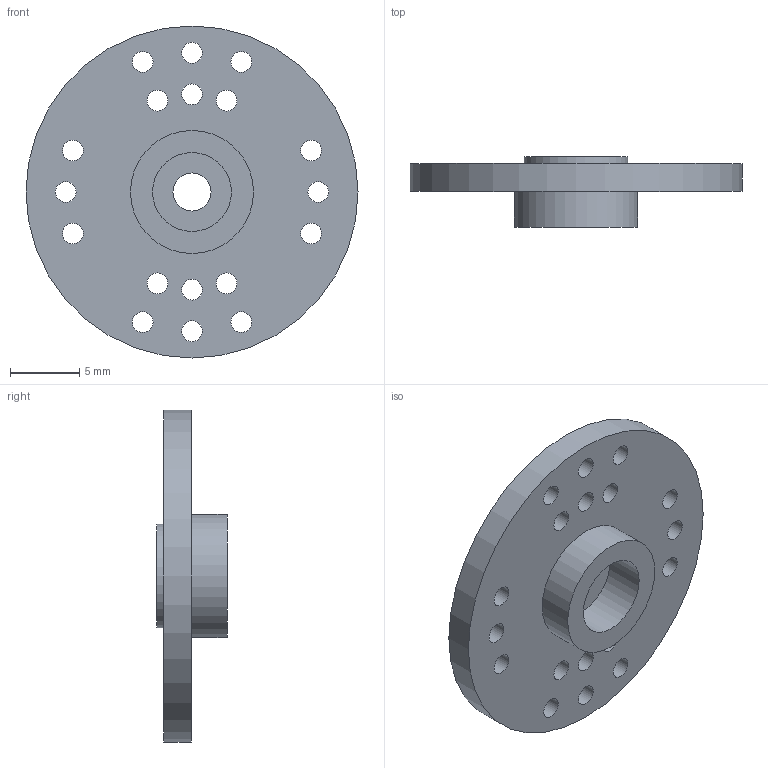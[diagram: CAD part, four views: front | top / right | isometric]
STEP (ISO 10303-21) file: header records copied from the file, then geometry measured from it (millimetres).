
FILE_DESCRIPTION(/* description */ (''),/* implementation_level */ '2;1');
FILE_NAME(/* name */ 'Tetrix_739197_Plastic_Horn.ipt.stp',/* time_stamp */ '2014-12-18T17:47:38-08:00',/* author */ ('Autodesk Inc.'),/* organization */ ('Autodesk Inc.'),/* preprocessor_version */ 'ST-DEVELOPER v15.6',/* originating_system */ 'Autodesk Inventor 2015',/* authorisation */ '');
FILE_SCHEMA (('AUTOMOTIVE_DESIGN { 1 0 10303 214 3 1 1 }'));
Length unit declared in the file: millimetre
Products named in the file (1): Tetrix_739197_Plastic_Horn
Bounding box: 24 x 5.1 x 24 mm (x, y, z)
Volume: 924.8 mm3; surface area: 1311.2 mm2
Topology: 1 solids, 1 shells, 30 faces, 72 edges, 48 vertices
Faces by surface type: cylinder 24, plane 6
Full cylindrical faces by diameter (mm): 1.5 x18, 2.75 x1, 5.7 x1, 6 x1, 7.5 x1, 8.9 x1, 24 x1
Entity records: 891 total; most frequent: DIRECTION 158, CARTESIAN_POINT 127, EDGE_LOOP 96, ORIENTED_EDGE 96, AXIS2_PLACEMENT_3D 79, FACE_BOUND 66, CIRCLE 48, VERTEX_POINT 48
